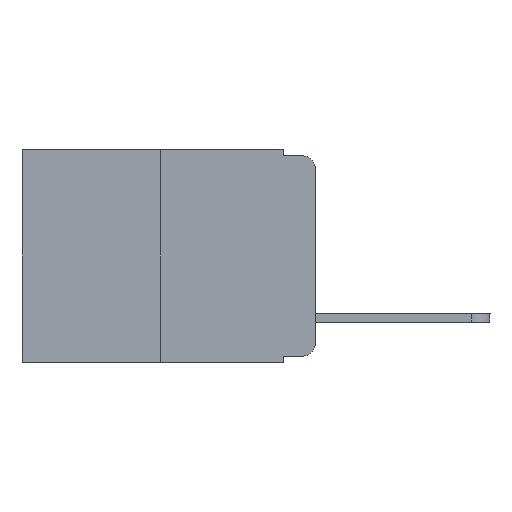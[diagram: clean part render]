
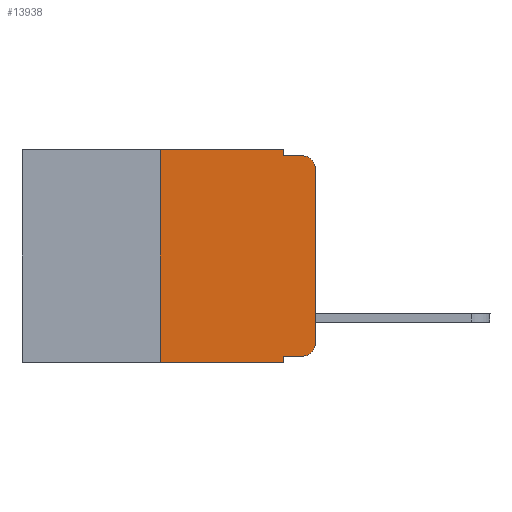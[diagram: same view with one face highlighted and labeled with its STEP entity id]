
A CAD part, left-side view. The second image highlights one B-rep face of the part: STEP entity #13938.
In plain terms, the highlighted planar face has unit normal (-1, 0, 0).
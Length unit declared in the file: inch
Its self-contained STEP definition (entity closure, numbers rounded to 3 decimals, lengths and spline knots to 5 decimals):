
#74 = EDGE_CURVE ( 'NONE', #6636, #7050, #6118, .T. ) ;
#150 = VERTEX_POINT ( 'NONE', #8168 ) ;
#282 = VERTEX_POINT ( 'NONE', #4643 ) ;
#430 = CIRCLE ( 'NONE', #2921, 0.02 ) ;
#523 = EDGE_CURVE ( 'NONE', #7195, #9628, #11557, .T. ) ;
#552 = DIRECTION ( 'NONE',  ( 0., 0., -1. ) ) ;
#921 = VECTOR ( 'NONE', #9617, 39.37008 ) ;
#1114 = CARTESIAN_POINT ( 'NONE',  ( 0., 0.051, 0. ) ) ;
#1189 = DIRECTION ( 'NONE',  ( -1., 0., 0. ) ) ;
#1487 = ORIENTED_EDGE ( 'NONE', *, *, #16820, .F. ) ;
#1966 = LINE ( 'NONE', #9102, #20144 ) ;
#1978 = CIRCLE ( 'NONE', #13305, 0.02 ) ;
#2020 = CARTESIAN_POINT ( 'NONE',  ( 0., 0.051, 0. ) ) ;
#2098 = EDGE_CURVE ( 'NONE', #7195, #18637, #7923, .T. ) ;
#2527 = ORIENTED_EDGE ( 'NONE', *, *, #74, .T. ) ;
#2573 = DIRECTION ( 'NONE',  ( -1., 0., 0. ) ) ;
#2580 = CARTESIAN_POINT ( 'NONE',  ( 0., 0.051, -0.01 ) ) ;
#2586 = CARTESIAN_POINT ( 'NONE',  ( 0., 0., 0. ) ) ;
#2921 = AXIS2_PLACEMENT_3D ( 'NONE', #15329, #1189, #10055 ) ;
#3788 = ORIENTED_EDGE ( 'NONE', *, *, #13638, .F. ) ;
#4023 = CARTESIAN_POINT ( 'NONE',  ( 0., 0.02, -0.01 ) ) ;
#4052 = EDGE_CURVE ( 'NONE', #7050, #13383, #430, .T. ) ;
#4353 = DIRECTION ( 'NONE',  ( 0., -1., 0. ) ) ;
#4554 = EDGE_LOOP ( 'NONE', ( #2527, #13720, #10391, #1487, #12802, #3788, #14792, #13189, #21998, #6603 ) ) ;
#4643 = CARTESIAN_POINT ( 'NONE',  ( 0., 0.25, 0. ) ) ;
#4920 = EDGE_CURVE ( 'NONE', #22190, #18637, #5047, .T. ) ;
#5047 = LINE ( 'NONE', #20139, #11340 ) ;
#5550 = CARTESIAN_POINT ( 'NONE',  ( 0., 0., -0.03 ) ) ;
#6074 = VECTOR ( 'NONE', #6572, 39.37008 ) ;
#6118 = LINE ( 'NONE', #2586, #921 ) ;
#6183 = VECTOR ( 'NONE', #11759, 39.37008 ) ;
#6572 = DIRECTION ( 'NONE',  ( 0., 0., 1. ) ) ;
#6603 = ORIENTED_EDGE ( 'NONE', *, *, #12879, .T. ) ;
#6636 = VERTEX_POINT ( 'NONE', #7711 ) ;
#6687 = EDGE_CURVE ( 'NONE', #9288, #13383, #13357, .T. ) ;
#6757 = CARTESIAN_POINT ( 'NONE',  ( 0., 0.051, -0.01 ) ) ;
#7050 = VERTEX_POINT ( 'NONE', #5550 ) ;
#7146 = VECTOR ( 'NONE', #15084, 39.37008 ) ;
#7195 = VERTEX_POINT ( 'NONE', #13325 ) ;
#7265 = DIRECTION ( 'NONE',  ( 0., 0., -1. ) ) ;
#7711 = CARTESIAN_POINT ( 'NONE',  ( 0., 0., -0.313 ) ) ;
#7923 = LINE ( 'NONE', #2020, #20340 ) ;
#8168 = CARTESIAN_POINT ( 'NONE',  ( 0., 0.051, 0. ) ) ;
#9102 = CARTESIAN_POINT ( 'NONE',  ( 0., 0.473, 0. ) ) ;
#9136 = CARTESIAN_POINT ( 'NONE',  ( 0., 0.051, -0.343 ) ) ;
#9288 = VERTEX_POINT ( 'NONE', #6757 ) ;
#9617 = DIRECTION ( 'NONE',  ( 0., 0., 1. ) ) ;
#9628 = VERTEX_POINT ( 'NONE', #21725 ) ;
#10055 = DIRECTION ( 'NONE',  ( 0., 0., -1. ) ) ;
#10391 = ORIENTED_EDGE ( 'NONE', *, *, #6687, .F. ) ;
#10776 = EDGE_CURVE ( 'NONE', #282, #150, #1966, .T. ) ;
#10792 = CARTESIAN_POINT ( 'NONE',  ( 0., 0.25, -0.343 ) ) ;
#11273 = LINE ( 'NONE', #22312, #6074 ) ;
#11340 = VECTOR ( 'NONE', #22060, 39.37008 ) ;
#11557 = LINE ( 'NONE', #19905, #7146 ) ;
#11759 = DIRECTION ( 'NONE',  ( 0., 0., -1. ) ) ;
#12191 = LINE ( 'NONE', #1114, #6183 ) ;
#12802 = ORIENTED_EDGE ( 'NONE', *, *, #10776, .F. ) ;
#12879 = EDGE_CURVE ( 'NONE', #9628, #6636, #1978, .T. ) ;
#13189 = ORIENTED_EDGE ( 'NONE', *, *, #2098, .F. ) ;
#13305 = AXIS2_PLACEMENT_3D ( 'NONE', #14850, #2573, #18181 ) ;
#13325 = CARTESIAN_POINT ( 'NONE',  ( 0., 0.051, -0.333 ) ) ;
#13357 = LINE ( 'NONE', #2580, #17244 ) ;
#13383 = VERTEX_POINT ( 'NONE', #4023 ) ;
#13638 = EDGE_CURVE ( 'NONE', #22190, #282, #11273, .T. ) ;
#13720 = ORIENTED_EDGE ( 'NONE', *, *, #4052, .T. ) ;
#13938 = ADVANCED_FACE ( 'NONE', ( #17642 ), #17824, .F. ) ;
#14365 = AXIS2_PLACEMENT_3D ( 'NONE', #21163, #16124, #7265 ) ;
#14792 = ORIENTED_EDGE ( 'NONE', *, *, #4920, .T. ) ;
#14850 = CARTESIAN_POINT ( 'NONE',  ( 0., 0.02, -0.313 ) ) ;
#15084 = DIRECTION ( 'NONE',  ( 0., -1., 0. ) ) ;
#15329 = CARTESIAN_POINT ( 'NONE',  ( 0., 0.02, -0.03 ) ) ;
#16124 = DIRECTION ( 'NONE',  ( 1., 0., 0. ) ) ;
#16820 = EDGE_CURVE ( 'NONE', #150, #9288, #12191, .T. ) ;
#17244 = VECTOR ( 'NONE', #4353, 39.37008 ) ;
#17642 = FACE_OUTER_BOUND ( 'NONE', #4554, .T. ) ;
#17824 = PLANE ( 'NONE',  #14365 ) ;
#17958 = DIRECTION ( 'NONE',  ( 0., -1., 0. ) ) ;
#18181 = DIRECTION ( 'NONE',  ( 0., 0., -1. ) ) ;
#18637 = VERTEX_POINT ( 'NONE', #9136 ) ;
#19905 = CARTESIAN_POINT ( 'NONE',  ( 0., 0.051, -0.333 ) ) ;
#20139 = CARTESIAN_POINT ( 'NONE',  ( 0., 0.473, -0.343 ) ) ;
#20144 = VECTOR ( 'NONE', #17958, 39.37008 ) ;
#20340 = VECTOR ( 'NONE', #552, 39.37008 ) ;
#21163 = CARTESIAN_POINT ( 'NONE',  ( 0., 0.473, 0. ) ) ;
#21725 = CARTESIAN_POINT ( 'NONE',  ( 0., 0.02, -0.333 ) ) ;
#21998 = ORIENTED_EDGE ( 'NONE', *, *, #523, .T. ) ;
#22060 = DIRECTION ( 'NONE',  ( 0., -1., 0. ) ) ;
#22190 = VERTEX_POINT ( 'NONE', #10792 ) ;
#22312 = CARTESIAN_POINT ( 'NONE',  ( 0., 0.25, 0. ) ) ;
